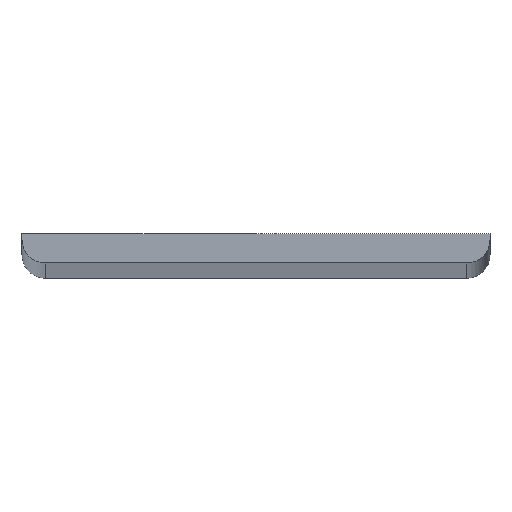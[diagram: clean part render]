
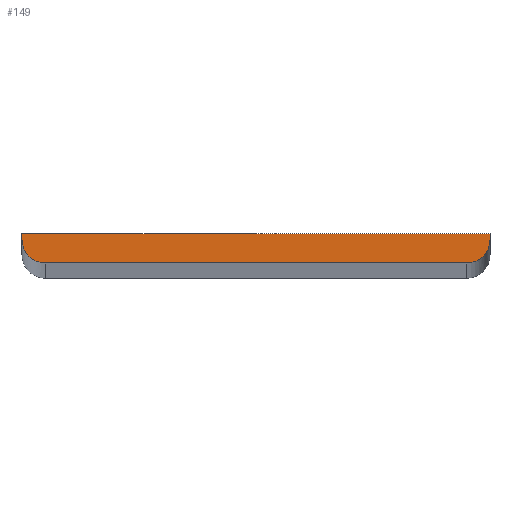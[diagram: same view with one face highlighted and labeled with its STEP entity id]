
A CAD part, top view. The second image highlights one B-rep face of the part: STEP entity #149.
In plain terms, the highlighted planar face has unit normal (0, 0, 1).
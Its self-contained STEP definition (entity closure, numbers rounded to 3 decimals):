
#16=CIRCLE('',#162,0.8);
#17=CIRCLE('',#164,0.8);
#19=PLANE('',#163);
#27=FACE_OUTER_BOUND('',#36,.T.);
#36=EDGE_LOOP('',(#117,#118,#119,#120,#121,#122));
#45=LINE('',#227,#60);
#48=LINE('',#235,#63);
#49=LINE('',#237,#64);
#50=LINE('',#239,#65);
#60=VECTOR('',#183,1.);
#63=VECTOR('',#192,1.);
#64=VECTOR('',#193,1.);
#65=VECTOR('',#194,1.);
#78=VERTEX_POINT('',#224);
#79=VERTEX_POINT('',#226);
#80=VERTEX_POINT('',#230);
#81=VERTEX_POINT('',#234);
#82=VERTEX_POINT('',#236);
#83=VERTEX_POINT('',#238);
#91=EDGE_CURVE('',#78,#79,#45,.T.);
#94=EDGE_CURVE('',#80,#78,#16,.T.);
#95=EDGE_CURVE('',#81,#80,#48,.T.);
#96=EDGE_CURVE('',#82,#81,#49,.T.);
#97=EDGE_CURVE('',#82,#83,#50,.T.);
#98=EDGE_CURVE('',#79,#83,#17,.T.);
#117=ORIENTED_EDGE('',*,*,#94,.F.);
#118=ORIENTED_EDGE('',*,*,#95,.F.);
#119=ORIENTED_EDGE('',*,*,#96,.F.);
#120=ORIENTED_EDGE('',*,*,#97,.T.);
#121=ORIENTED_EDGE('',*,*,#98,.F.);
#122=ORIENTED_EDGE('',*,*,#91,.F.);
#149=ADVANCED_FACE('',(#27),#19,.F.);
#162=AXIS2_PLACEMENT_3D('',#232,#188,#189);
#163=AXIS2_PLACEMENT_3D('',#233,#190,#191);
#164=AXIS2_PLACEMENT_3D('',#240,#195,#196);
#183=DIRECTION('',(-1.,0.,0.));
#188=DIRECTION('center_axis',(0.,0.,-1.));
#189=DIRECTION('ref_axis',(0.707,-0.707,0.));
#190=DIRECTION('center_axis',(0.,0.,-1.));
#191=DIRECTION('ref_axis',(0.,1.,0.));
#192=DIRECTION('',(0.,-1.,0.));
#193=DIRECTION('',(1.,0.,0.));
#194=DIRECTION('',(0.,-1.,0.));
#195=DIRECTION('center_axis',(0.,0.,-1.));
#196=DIRECTION('ref_axis',(-0.707,-0.707,0.));
#224=CARTESIAN_POINT('',(15.2,0.,300.));
#226=CARTESIAN_POINT('',(0.8,0.,300.));
#227=CARTESIAN_POINT('',(8.,0.,300.));
#230=CARTESIAN_POINT('',(16.,0.8,300.));
#232=CARTESIAN_POINT('Origin',(15.2,0.8,300.));
#233=CARTESIAN_POINT('Origin',(8.,0.5,300.));
#234=CARTESIAN_POINT('',(16.,1.,300.));
#235=CARTESIAN_POINT('',(16.,0.5,300.));
#236=CARTESIAN_POINT('',(0.,1.,300.));
#237=CARTESIAN_POINT('',(8.,1.,300.));
#238=CARTESIAN_POINT('',(0.,0.8,300.));
#239=CARTESIAN_POINT('',(0.,0.5,300.));
#240=CARTESIAN_POINT('Origin',(0.8,0.8,300.));
